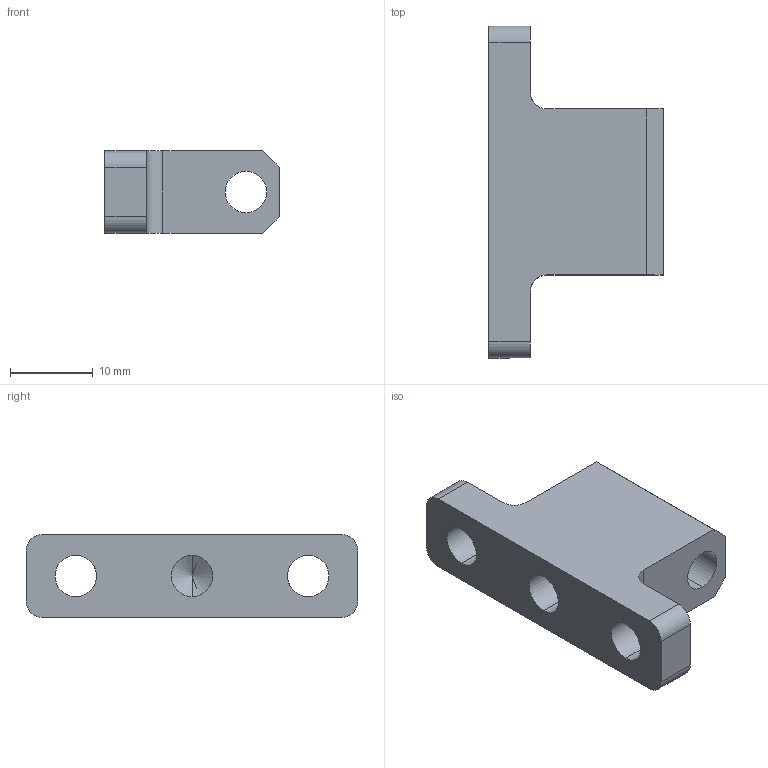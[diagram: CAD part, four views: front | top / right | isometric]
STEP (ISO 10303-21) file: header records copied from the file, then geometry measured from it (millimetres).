
FILE_DESCRIPTION (( 'STEP AP203' ), '1' );
FILE_NAME ('V2_ASV-1.4-USI_003-A-PIVOT.STEP', '2024-09-10T13:32:05', ( '' ), ( '' ), 'SwSTEP 2.0', 'SolidWorks 2016', '' );
FILE_SCHEMA (( 'CONFIG_CONTROL_DESIGN' ));
Length unit declared in the file: millimetre
Products named in the file (1): V2_ASV-1.4-USI_003-A-PIVOT
Bounding box: 21 x 40 x 10 mm (x, y, z)
Volume: 4285.5 mm3; surface area: 2712.8 mm2
Topology: 1 solids, 1 shells, 28 faces, 82 edges, 53 vertices
Faces by surface type: cylinder 14, plane 12, cone 2
Entity records: 1029 total; most frequent: CARTESIAN_POINT 180, DIRECTION 166, ORIENTED_EDGE 160, EDGE_CURVE 80, AXIS2_PLACEMENT_3D 59, VERTEX_POINT 53, VECTOR 48, LINE 48
